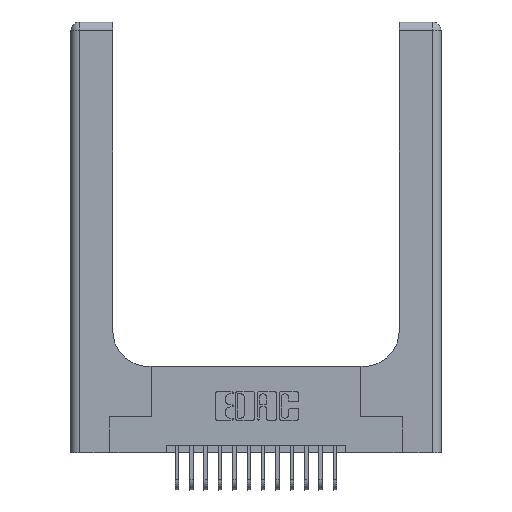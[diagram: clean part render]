
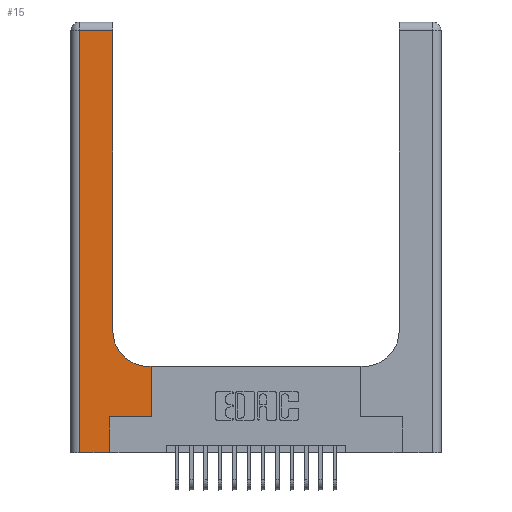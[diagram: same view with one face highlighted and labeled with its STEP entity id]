
A CAD part, top view. The second image highlights one B-rep face of the part: STEP entity #15.
In plain terms, the highlighted planar face has unit normal (0, 0, 1).
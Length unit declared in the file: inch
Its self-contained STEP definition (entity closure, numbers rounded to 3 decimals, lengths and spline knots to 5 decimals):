
#15 = ADVANCED_FACE ( 'NONE', ( #4320 ), #15709, .F. ) ;
#420 = EDGE_CURVE ( 'NONE', #10001, #7738, #1603, .T. ) ;
#469 = DIRECTION ( 'NONE',  ( 0., 1., 0. ) ) ;
#796 = ORIENTED_EDGE ( 'NONE', *, *, #420, .T. ) ;
#912 = CARTESIAN_POINT ( 'NONE',  ( 0.269, 0.25, 0.37 ) ) ;
#917 = VECTOR ( 'NONE', #6706, 39.37008 ) ;
#1603 = LINE ( 'NONE', #14615, #9508 ) ;
#1637 = CARTESIAN_POINT ( 'NONE',  ( 0.5415, 0.6, 0.37 ) ) ;
#1996 = ORIENTED_EDGE ( 'NONE', *, *, #6733, .T. ) ;
#2488 = ORIENTED_EDGE ( 'NONE', *, *, #11830, .T. ) ;
#2901 = DIRECTION ( 'NONE',  ( -1., 0., 0. ) ) ;
#3391 = CARTESIAN_POINT ( 'NONE',  ( 0., 0., 0.37 ) ) ;
#3489 = LINE ( 'NONE', #5230, #11432 ) ;
#3809 = AXIS2_PLACEMENT_3D ( 'NONE', #14847, #5372, #16420 ) ;
#4320 = FACE_OUTER_BOUND ( 'NONE', #14337, .T. ) ;
#4641 = CARTESIAN_POINT ( 'NONE',  ( 0., 3., 0.37 ) ) ;
#4689 = LINE ( 'NONE', #10613, #16816 ) ;
#4963 = ORIENTED_EDGE ( 'NONE', *, *, #19111, .T. ) ;
#5023 = LINE ( 'NONE', #13053, #17112 ) ;
#5230 = CARTESIAN_POINT ( 'NONE',  ( 0., 2.94, 0.37 ) ) ;
#5372 = DIRECTION ( 'NONE',  ( 0., 0., -1. ) ) ;
#5642 = EDGE_CURVE ( 'NONE', #17991, #10001, #13509, .T. ) ;
#5972 = CARTESIAN_POINT ( 'NONE',  ( 0.2915, 0.85, 0.37 ) ) ;
#6015 = CARTESIAN_POINT ( 'NONE',  ( 0.5585, 0.25, 0.37 ) ) ;
#6334 = CARTESIAN_POINT ( 'NONE',  ( 0.06, 3., 0.37 ) ) ;
#6371 = VECTOR ( 'NONE', #15808, 39.37008 ) ;
#6434 = VERTEX_POINT ( 'NONE', #18692 ) ;
#6560 = VERTEX_POINT ( 'NONE', #1637 ) ;
#6693 = ORIENTED_EDGE ( 'NONE', *, *, #13394, .T. ) ;
#6706 = DIRECTION ( 'NONE',  ( 1., 0., 0. ) ) ;
#6733 = EDGE_CURVE ( 'NONE', #9271, #6434, #16986, .T. ) ;
#7205 = ORIENTED_EDGE ( 'NONE', *, *, #7317, .T. ) ;
#7276 = CARTESIAN_POINT ( 'NONE',  ( 0.06, 2.94, 0.37 ) ) ;
#7317 = EDGE_CURVE ( 'NONE', #12011, #18681, #15018, .T. ) ;
#7647 = DIRECTION ( 'NONE',  ( 0., 1., 0. ) ) ;
#7692 = ORIENTED_EDGE ( 'NONE', *, *, #16742, .T. ) ;
#7738 = VERTEX_POINT ( 'NONE', #18915 ) ;
#7826 = AXIS2_PLACEMENT_3D ( 'NONE', #4641, #15494, #2901 ) ;
#8189 = ORIENTED_EDGE ( 'NONE', *, *, #5642, .T. ) ;
#9271 = VERTEX_POINT ( 'NONE', #5972 ) ;
#9508 = VECTOR ( 'NONE', #7647, 39.37008 ) ;
#9941 = CARTESIAN_POINT ( 'NONE',  ( 0.2915, 3., 0.37 ) ) ;
#10001 = VERTEX_POINT ( 'NONE', #6015 ) ;
#10613 = CARTESIAN_POINT ( 'NONE',  ( 0.2915, 0.6, 0.37 ) ) ;
#11432 = VECTOR ( 'NONE', #13185, 39.37008 ) ;
#11830 = EDGE_CURVE ( 'NONE', #6434, #13137, #3489, .T. ) ;
#11857 = EDGE_CURVE ( 'NONE', #6560, #9271, #15600, .T. ) ;
#12011 = VERTEX_POINT ( 'NONE', #18244 ) ;
#13053 = CARTESIAN_POINT ( 'NONE',  ( 0.269, 0., 0.37 ) ) ;
#13137 = VERTEX_POINT ( 'NONE', #7276 ) ;
#13185 = DIRECTION ( 'NONE',  ( -1., 0., 0. ) ) ;
#13394 = EDGE_CURVE ( 'NONE', #13137, #12011, #19401, .T. ) ;
#13509 = LINE ( 'NONE', #14522, #917 ) ;
#14337 = EDGE_LOOP ( 'NONE', ( #1996, #2488, #6693, #7205, #7692, #8189, #796, #4963, #17556 ) ) ;
#14517 = VECTOR ( 'NONE', #17541, 39.37008 ) ;
#14522 = CARTESIAN_POINT ( 'NONE',  ( 0.269, 0.25, 0.37 ) ) ;
#14615 = CARTESIAN_POINT ( 'NONE',  ( 0.5585, 0.25, 0.37 ) ) ;
#14847 = CARTESIAN_POINT ( 'NONE',  ( 0.5415, 0.85, 0.37 ) ) ;
#15018 = LINE ( 'NONE', #3391, #14517 ) ;
#15494 = DIRECTION ( 'NONE',  ( 0., 0., -1. ) ) ;
#15600 = CIRCLE ( 'NONE', #3809, 0.25 ) ;
#15709 = PLANE ( 'NONE',  #7826 ) ;
#15779 = CARTESIAN_POINT ( 'NONE',  ( 0.269, 0., 0.37 ) ) ;
#15808 = DIRECTION ( 'NONE',  ( 0., -1., 0. ) ) ;
#16420 = DIRECTION ( 'NONE',  ( 1., 0., 0. ) ) ;
#16510 = VECTOR ( 'NONE', #469, 39.37008 ) ;
#16742 = EDGE_CURVE ( 'NONE', #18681, #17991, #5023, .T. ) ;
#16816 = VECTOR ( 'NONE', #19941, 39.37008 ) ;
#16986 = LINE ( 'NONE', #9941, #16510 ) ;
#17112 = VECTOR ( 'NONE', #17707, 39.37008 ) ;
#17541 = DIRECTION ( 'NONE',  ( 1., 0., 0. ) ) ;
#17556 = ORIENTED_EDGE ( 'NONE', *, *, #11857, .T. ) ;
#17707 = DIRECTION ( 'NONE',  ( 0., 1., 0. ) ) ;
#17991 = VERTEX_POINT ( 'NONE', #912 ) ;
#18244 = CARTESIAN_POINT ( 'NONE',  ( 0.06, 0., 0.37 ) ) ;
#18681 = VERTEX_POINT ( 'NONE', #15779 ) ;
#18692 = CARTESIAN_POINT ( 'NONE',  ( 0.2915, 2.94, 0.37 ) ) ;
#18915 = CARTESIAN_POINT ( 'NONE',  ( 0.5585, 0.6, 0.37 ) ) ;
#19111 = EDGE_CURVE ( 'NONE', #7738, #6560, #4689, .T. ) ;
#19401 = LINE ( 'NONE', #6334, #6371 ) ;
#19941 = DIRECTION ( 'NONE',  ( -1., 0., 0. ) ) ;
